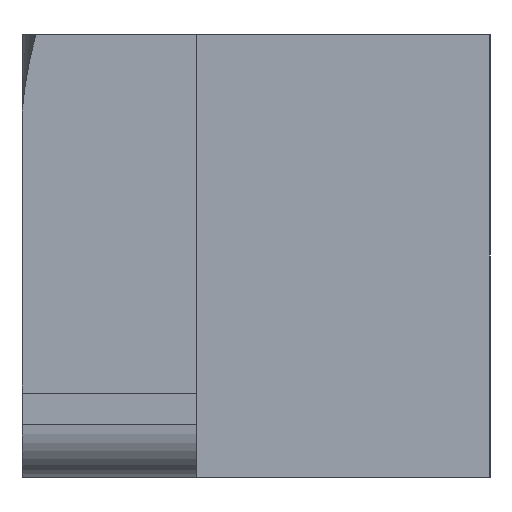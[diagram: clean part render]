
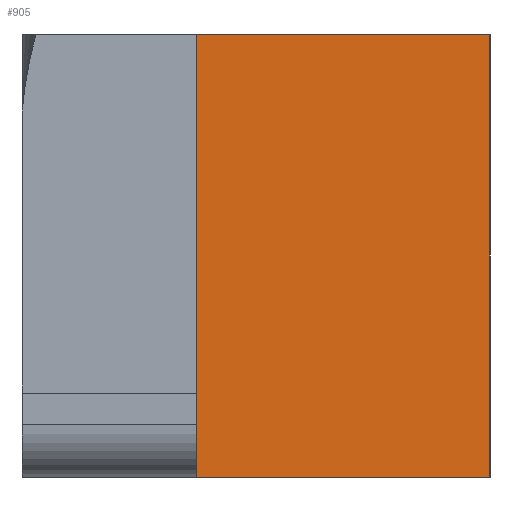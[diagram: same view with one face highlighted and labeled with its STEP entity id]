
A CAD part, left-side view. The second image highlights one B-rep face of the part: STEP entity #905.
In plain terms, the highlighted planar face has unit normal (-1, 0, 0).
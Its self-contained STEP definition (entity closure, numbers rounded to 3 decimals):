
#75=LINE('',#1394,#121);
#101=LINE('',#1499,#147);
#105=LINE('',#1512,#151);
#106=LINE('',#1514,#152);
#121=VECTOR('',#1113,1000.);
#147=VECTOR('',#1189,1000.);
#151=VECTOR('',#1201,1000.);
#152=VECTOR('',#1204,1000.);
#262=ORIENTED_EDGE('',*,*,#443,.T.);
#263=ORIENTED_EDGE('',*,*,#451,.F.);
#264=ORIENTED_EDGE('',*,*,#398,.F.);
#265=ORIENTED_EDGE('',*,*,#450,.T.);
#398=EDGE_CURVE('',#508,#509,#75,.T.);
#443=EDGE_CURVE('',#542,#541,#101,.T.);
#450=EDGE_CURVE('',#508,#542,#105,.T.);
#451=EDGE_CURVE('',#509,#541,#106,.T.);
#508=VERTEX_POINT('',#1393);
#509=VERTEX_POINT('',#1395);
#541=VERTEX_POINT('',#1498);
#542=VERTEX_POINT('',#1500);
#663=EDGE_LOOP('',(#262,#263,#264,#265));
#781=FACE_BOUND('',#663,.T.);
#873=PLANE('',#1008);
#905=ADVANCED_FACE('',(#781),#873,.F.);
#1008=AXIS2_PLACEMENT_3D('',#1513,#1202,#1203);
#1113=DIRECTION('',(0.,-1.,0.));
#1189=DIRECTION('',(0.,-1.,0.));
#1201=DIRECTION('',(0.,0.,-1.));
#1202=DIRECTION('',(1.,0.,0.));
#1203=DIRECTION('',(0.,0.,-1.));
#1204=DIRECTION('',(0.,0.,-1.));
#1393=CARTESIAN_POINT('',(-68.4,13.9,21.));
#1394=CARTESIAN_POINT('',(-68.4,13.9,21.));
#1395=CARTESIAN_POINT('',(-68.4,0.,21.));
#1498=CARTESIAN_POINT('',(-68.4,0.,0.));
#1499=CARTESIAN_POINT('',(-68.4,13.9,0.));
#1500=CARTESIAN_POINT('',(-68.4,13.9,0.));
#1512=CARTESIAN_POINT('',(-68.4,13.9,21.));
#1513=CARTESIAN_POINT('',(-68.4,13.9,21.));
#1514=CARTESIAN_POINT('',(-68.4,0.,21.));
